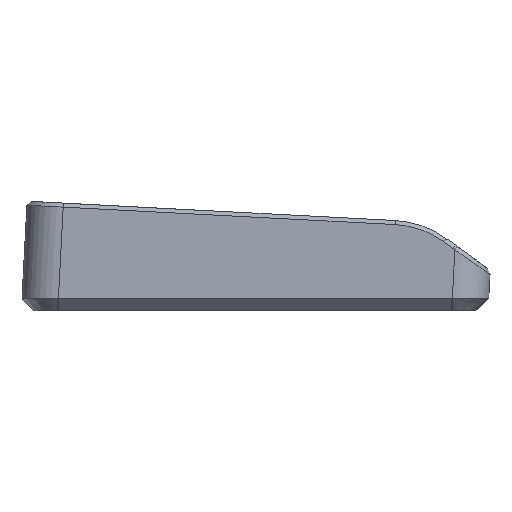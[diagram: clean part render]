
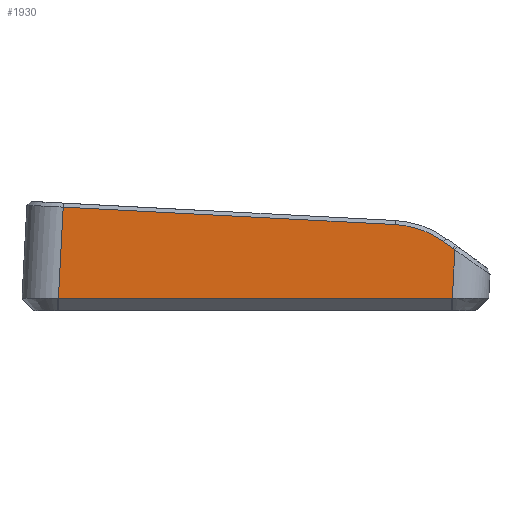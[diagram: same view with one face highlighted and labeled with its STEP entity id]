
A CAD part, left-side view. The second image highlights one B-rep face of the part: STEP entity #1930.
In plain terms, the highlighted planar face has unit normal (-1, 0, 0).
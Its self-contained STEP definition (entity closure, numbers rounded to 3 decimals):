
#39=B_SPLINE_CURVE_WITH_KNOTS('',3,(#3080,#3081,#3082,#3083),
 .UNSPECIFIED.,.F.,.F.,(4,4),(1.553,1.571),
 .UNSPECIFIED.);
#47=B_SPLINE_CURVE_WITH_KNOTS('',3,(#3440,#3441,#3442,#3443),
 .UNSPECIFIED.,.F.,.F.,(4,4),(-1.571,-1.511),
 .UNSPECIFIED.);
#131=PLANE('',#2093);
#242=FACE_OUTER_BOUND('',#360,.T.);
#360=EDGE_LOOP('',(#1776,#1777,#1778,#1779,#1780,#1781,#1782,#1783));
#455=LINE('',#3059,#643);
#464=LINE('',#3136,#652);
#519=LINE('',#3292,#707);
#523=LINE('',#3304,#711);
#542=LINE('',#3475,#730);
#643=VECTOR('',#2322,10.);
#652=VECTOR('',#2347,10.);
#707=VECTOR('',#2522,10.);
#711=VECTOR('',#2534,10.);
#730=VECTOR('',#2579,10.);
#797=CIRCLE('',#2070,22.5);
#894=VERTEX_POINT('',#3012);
#896=VERTEX_POINT('',#3052);
#899=VERTEX_POINT('',#3057);
#911=VERTEX_POINT('',#3135);
#952=VERTEX_POINT('',#3289);
#953=VERTEX_POINT('',#3294);
#955=VERTEX_POINT('',#3300);
#963=VERTEX_POINT('',#3356);
#1105=EDGE_CURVE('',#899,#896,#455,.T.);
#1107=EDGE_CURVE('',#894,#899,#39,.T.);
#1123=EDGE_CURVE('',#911,#896,#464,.T.);
#1201=EDGE_CURVE('',#911,#952,#519,.T.);
#1204=EDGE_CURVE('',#952,#953,#797,.T.);
#1207=EDGE_CURVE('',#953,#955,#523,.T.);
#1230=EDGE_CURVE('',#955,#963,#47,.T.);
#1236=EDGE_CURVE('',#963,#894,#542,.T.);
#1776=ORIENTED_EDGE('',*,*,#1107,.F.);
#1777=ORIENTED_EDGE('',*,*,#1236,.F.);
#1778=ORIENTED_EDGE('',*,*,#1230,.F.);
#1779=ORIENTED_EDGE('',*,*,#1207,.F.);
#1780=ORIENTED_EDGE('',*,*,#1204,.F.);
#1781=ORIENTED_EDGE('',*,*,#1201,.F.);
#1782=ORIENTED_EDGE('',*,*,#1123,.T.);
#1783=ORIENTED_EDGE('',*,*,#1105,.F.);
#1930=ADVANCED_FACE('',(#242),#131,.T.);
#2070=AXIS2_PLACEMENT_3D('',#3298,#2528,#2529);
#2093=AXIS2_PLACEMENT_3D('',#3491,#2603,#2604);
#2322=DIRECTION('',(0.,1.,0.));
#2347=DIRECTION('',(0.,0.052,-0.999));
#2522=DIRECTION('',(0.,-0.999,-0.052));
#2528=DIRECTION('center_axis',(1.,0.,0.));
#2529=DIRECTION('ref_axis',(0.,-0.332,0.943));
#2534=DIRECTION('',(0.,-0.811,-0.585));
#2579=DIRECTION('',(0.,0.052,-0.999));
#2603=DIRECTION('center_axis',(-1.,0.,0.));
#2604=DIRECTION('ref_axis',(0.,-0.999,-0.052));
#3012=CARTESIAN_POINT('',(-7.5,-98.848,3.004));
#3052=CARTESIAN_POINT('',(-7.5,-1.354,3.004));
#3057=CARTESIAN_POINT('',(-7.5,-98.69,3.004));
#3059=CARTESIAN_POINT('',(-7.5,-21.222,3.004));
#3080=CARTESIAN_POINT('Ctrl Pts',(-7.5,-98.848,3.004));
#3081=CARTESIAN_POINT('Ctrl Pts',(-7.5,-98.795,3.004));
#3082=CARTESIAN_POINT('Ctrl Pts',(-7.5,-98.743,3.004));
#3083=CARTESIAN_POINT('Ctrl Pts',(-7.5,-98.69,3.004));
#3135=CARTESIAN_POINT('',(-7.5,-2.539,25.603));
#3136=CARTESIAN_POINT('',(-7.5,-1.489,5.571));
#3289=CARTESIAN_POINT('',(-7.5,-84.709,21.297));
#3292=CARTESIAN_POINT('',(-7.5,-18.067,24.789));
#3294=CARTESIAN_POINT('',(-7.5,-96.694,17.076));
#3298=CARTESIAN_POINT('Origin',(-7.5,-83.531,-1.172));
#3300=CARTESIAN_POINT('',(-7.5,-98.957,15.443));
#3304=CARTESIAN_POINT('',(-7.5,-62.239,41.928));
#3356=CARTESIAN_POINT('',(-7.5,-99.48,15.066));
#3440=CARTESIAN_POINT('Ctrl Pts',(-7.5,-98.957,15.443));
#3441=CARTESIAN_POINT('Ctrl Pts',(-7.5,-99.131,15.318));
#3442=CARTESIAN_POINT('Ctrl Pts',(-7.5,-99.305,15.192));
#3443=CARTESIAN_POINT('Ctrl Pts',(-7.5,-99.48,15.066));
#3475=CARTESIAN_POINT('',(-7.5,-98.715,0.475));
#3491=CARTESIAN_POINT('Origin',(-7.5,7.499,6.042));
